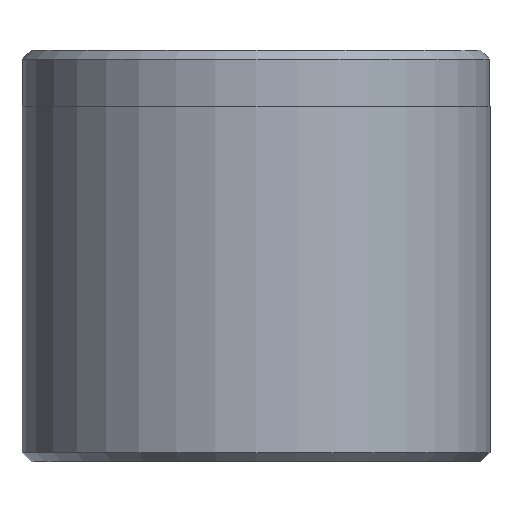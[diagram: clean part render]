
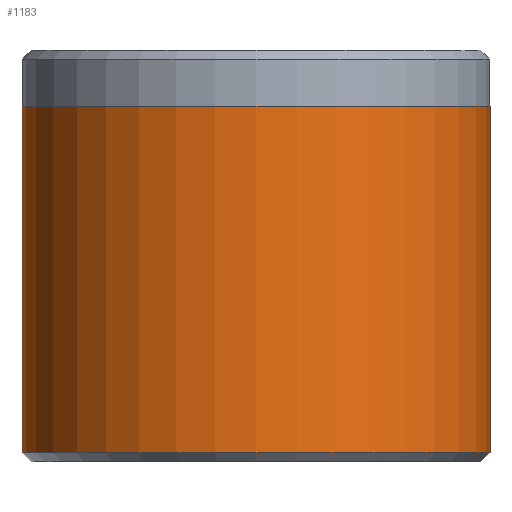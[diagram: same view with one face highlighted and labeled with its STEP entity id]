
A CAD part, front view. The second image highlights one B-rep face of the part: STEP entity #1183.
In plain terms, the highlighted cylindrical face has radius 12.5 mm (diameter 25 mm), a partial arc.
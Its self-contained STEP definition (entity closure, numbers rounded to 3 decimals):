
#137 = DIRECTION ( 'NONE',  ( 0., 0., -1. ) ) ;
#138 = FACE_OUTER_BOUND ( 'NONE', #1576, .T. ) ;
#161 = CARTESIAN_POINT ( 'NONE',  ( -12.5, 0., 22. ) ) ;
#207 = ORIENTED_EDGE ( 'NONE', *, *, #1340, .T. ) ;
#280 = VERTEX_POINT ( 'NONE', #1471 ) ;
#624 = DIRECTION ( 'NONE',  ( -1., 0., 0. ) ) ;
#652 = CARTESIAN_POINT ( 'NONE',  ( 0., 0., 22. ) ) ;
#721 = CARTESIAN_POINT ( 'NONE',  ( 0., 0., 19. ) ) ;
#806 = CARTESIAN_POINT ( 'NONE',  ( 0., 0., 0.5 ) ) ;
#934 = DIRECTION ( 'NONE',  ( 1., 0., 0. ) ) ;
#947 = DIRECTION ( 'NONE',  ( 0., 0., -1. ) ) ;
#1014 = DIRECTION ( 'NONE',  ( 1., 0., 0. ) ) ;
#1055 = EDGE_CURVE ( 'NONE', #280, #1835, #2364, .T. ) ;
#1098 = VERTEX_POINT ( 'NONE', #1155 ) ;
#1155 = CARTESIAN_POINT ( 'NONE',  ( -12.5, 0., 19. ) ) ;
#1183 = ADVANCED_FACE ( 'NONE', ( #138 ), #1711, .T. ) ;
#1262 = ORIENTED_EDGE ( 'NONE', *, *, #1725, .F. ) ;
#1303 = AXIS2_PLACEMENT_3D ( 'NONE', #806, #2139, #1014 ) ;
#1312 = DIRECTION ( 'NONE',  ( 0., 0., -1. ) ) ;
#1340 = EDGE_CURVE ( 'NONE', #1098, #2342, #1653, .T. ) ;
#1471 = CARTESIAN_POINT ( 'NONE',  ( 12.5, 0., 19. ) ) ;
#1494 = CARTESIAN_POINT ( 'NONE',  ( 12.5, 0., 22. ) ) ;
#1535 = AXIS2_PLACEMENT_3D ( 'NONE', #652, #947, #624 ) ;
#1576 = EDGE_LOOP ( 'NONE', ( #2166, #1262, #207, #2079 ) ) ;
#1597 = VECTOR ( 'NONE', #137, 1000. ) ;
#1653 = LINE ( 'NONE', #161, #1597 ) ;
#1711 = CYLINDRICAL_SURFACE ( 'NONE', #1535, 12.5 ) ;
#1725 = EDGE_CURVE ( 'NONE', #1098, #280, #2147, .T. ) ;
#1744 = CARTESIAN_POINT ( 'NONE',  ( -12.5, 0., 0.5 ) ) ;
#1835 = VERTEX_POINT ( 'NONE', #2254 ) ;
#1969 = EDGE_CURVE ( 'NONE', #2342, #1835, #2312, .T. ) ;
#1988 = AXIS2_PLACEMENT_3D ( 'NONE', #721, #2078, #934 ) ;
#2078 = DIRECTION ( 'NONE',  ( 0., 0., 1. ) ) ;
#2079 = ORIENTED_EDGE ( 'NONE', *, *, #1969, .T. ) ;
#2139 = DIRECTION ( 'NONE',  ( 0., 0., 1. ) ) ;
#2147 = CIRCLE ( 'NONE', #1988, 12.5 ) ;
#2166 = ORIENTED_EDGE ( 'NONE', *, *, #1055, .F. ) ;
#2254 = CARTESIAN_POINT ( 'NONE',  ( 12.5, 0., 0.5 ) ) ;
#2312 = CIRCLE ( 'NONE', #1303, 12.5 ) ;
#2315 = VECTOR ( 'NONE', #1312, 1000. ) ;
#2342 = VERTEX_POINT ( 'NONE', #1744 ) ;
#2364 = LINE ( 'NONE', #1494, #2315 ) ;
